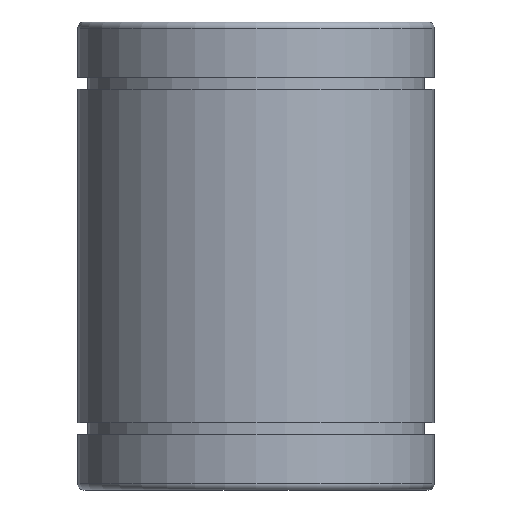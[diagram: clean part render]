
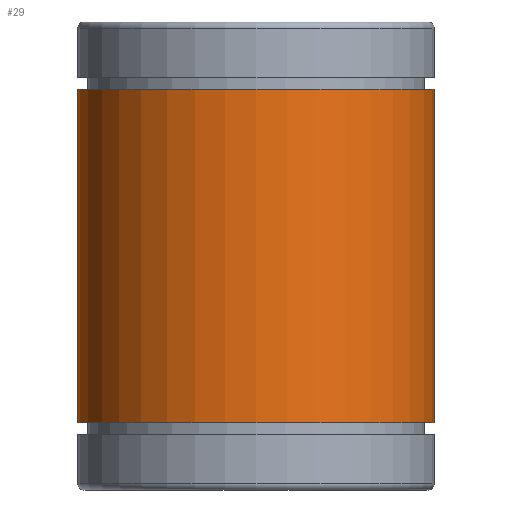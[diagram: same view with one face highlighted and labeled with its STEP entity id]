
A CAD part, left-side view. The second image highlights one B-rep face of the part: STEP entity #29.
In plain terms, the highlighted cylindrical face has radius 25.4 mm (diameter 50.8 mm), a partial arc.
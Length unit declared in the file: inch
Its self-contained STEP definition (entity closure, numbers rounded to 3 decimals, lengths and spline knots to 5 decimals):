
#15 = FACE_OUTER_BOUND ( 'NONE', #731, .T. ) ;
#29 = ADVANCED_FACE ( 'NONE', ( #15 ), #83, .T. ) ;
#34 = DIRECTION ( 'NONE',  ( 0., 0., 1. ) ) ;
#83 = CYLINDRICAL_SURFACE ( 'NONE', #626, 1. ) ;
#95 = AXIS2_PLACEMENT_3D ( 'NONE', #294, #34, #313 ) ;
#120 = DIRECTION ( 'NONE',  ( 0., 0., 1. ) ) ;
#124 = AXIS2_PLACEMENT_3D ( 'NONE', #645, #120, #318 ) ;
#141 = VERTEX_POINT ( 'NONE', #408 ) ;
#142 = ORIENTED_EDGE ( 'NONE', *, *, #817, .F. ) ;
#145 = DIRECTION ( 'NONE',  ( 0., 0., 1. ) ) ;
#157 = DIRECTION ( 'NONE',  ( 0., 0., 1. ) ) ;
#161 = ORIENTED_EDGE ( 'NONE', *, *, #460, .T. ) ;
#235 = CARTESIAN_POINT ( 'NONE',  ( 0., -1., 1.27855 ) ) ;
#269 = CARTESIAN_POINT ( 'NONE',  ( 0., 0., 1.27855 ) ) ;
#284 = VERTEX_POINT ( 'NONE', #286 ) ;
#286 = CARTESIAN_POINT ( 'NONE',  ( 0., -1., 0.93445 ) ) ;
#294 = CARTESIAN_POINT ( 'NONE',  ( 0., 0., 0.93445 ) ) ;
#313 = DIRECTION ( 'NONE',  ( 0., -1., 0. ) ) ;
#318 = DIRECTION ( 'NONE',  ( 0., -1., 0. ) ) ;
#328 = EDGE_CURVE ( 'NONE', #699, #284, #489, .T. ) ;
#351 = VECTOR ( 'NONE', #157, 39.37008 ) ;
#383 = ORIENTED_EDGE ( 'NONE', *, *, #833, .F. ) ;
#408 = CARTESIAN_POINT ( 'NONE',  ( 0., 1., -0.93445 ) ) ;
#460 = EDGE_CURVE ( 'NONE', #141, #699, #517, .T. ) ;
#489 = LINE ( 'NONE', #235, #736 ) ;
#517 = CIRCLE ( 'NONE', #124, 1. ) ;
#559 = DIRECTION ( 'NONE',  ( 0., 0., 1. ) ) ;
#600 = CIRCLE ( 'NONE', #95, 1. ) ;
#609 = CARTESIAN_POINT ( 'NONE',  ( 0., 1., 0.93445 ) ) ;
#626 = AXIS2_PLACEMENT_3D ( 'NONE', #269, #145, #785 ) ;
#638 = VERTEX_POINT ( 'NONE', #609 ) ;
#645 = CARTESIAN_POINT ( 'NONE',  ( 0., 0., -0.93445 ) ) ;
#693 = ORIENTED_EDGE ( 'NONE', *, *, #328, .T. ) ;
#699 = VERTEX_POINT ( 'NONE', #792 ) ;
#731 = EDGE_LOOP ( 'NONE', ( #142, #161, #693, #383 ) ) ;
#736 = VECTOR ( 'NONE', #559, 39.37008 ) ;
#785 = DIRECTION ( 'NONE',  ( 0., -1., 0. ) ) ;
#792 = CARTESIAN_POINT ( 'NONE',  ( 0., -1., -0.93445 ) ) ;
#813 = LINE ( 'NONE', #819, #351 ) ;
#817 = EDGE_CURVE ( 'NONE', #141, #638, #813, .T. ) ;
#819 = CARTESIAN_POINT ( 'NONE',  ( 0., 1., 1.27855 ) ) ;
#833 = EDGE_CURVE ( 'NONE', #638, #284, #600, .T. ) ;
